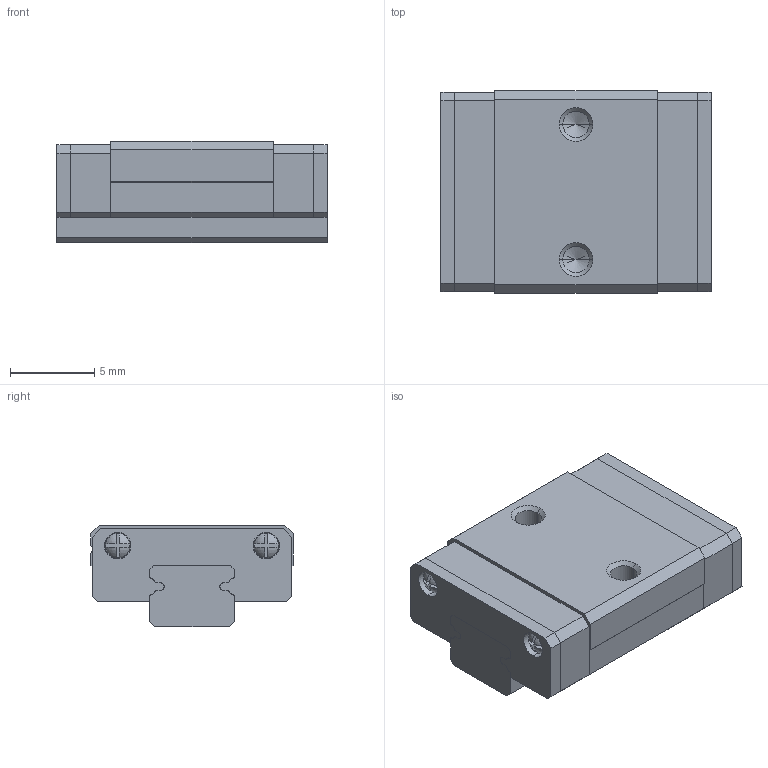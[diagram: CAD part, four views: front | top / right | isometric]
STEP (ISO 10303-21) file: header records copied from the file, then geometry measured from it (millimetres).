
FILE_DESCRIPTION(('starvars output'),'2;1');
FILE_NAME('cv20200618100148000025518.stp','10:01:49 2020/06/18',( 'Thomas Industrial Network Germany GmbH'),( 'Thomas Industrial Network Germany GmbH'),'unknown preprocess','ACIS' ,'unknown authorization');
FILE_SCHEMA(('AUTOMOTIVE_DESIGN_CC2 {UNKNOWN IMPLEMENTATION LEVEL}'));
Length unit declared in the file: millimetre
Products named in the file (10): PRODUCT_ID_1; PRODUCT_ID_2; PRODUCT_ID_3; PRODUCT_ID_4; PRODUCT_ID_5; PRODUCT_ID_6; PRODUCT_ID_7; PRODUCT_ID_8; PRODUCT_ID_9; PRODUCT_ID_10
Bounding box: 16 x 12 x 6 mm (x, y, z)
Volume: 920.5 mm3; surface area: 1441.2 mm2
Topology: 10 solids, 10 shells, 319 faces, 864 edges, 570 vertices
Faces by surface type: plane 178, cylinder 105, cone 20, sphere 16
Entity records: 12805 total; most frequent: ORIENTED_EDGE 1720, CARTESIAN_POINT 1606, DIRECTION 1536, EDGE_CURVE 860, VERTEX_POINT 570, VECTOR 536, LINE 536, AXIS2_PLACEMENT_3D 500
